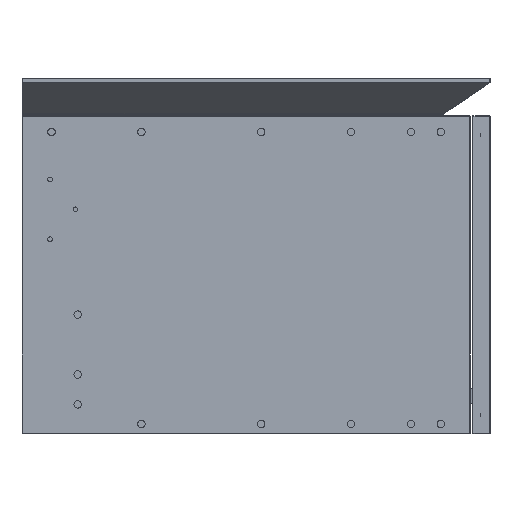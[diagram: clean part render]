
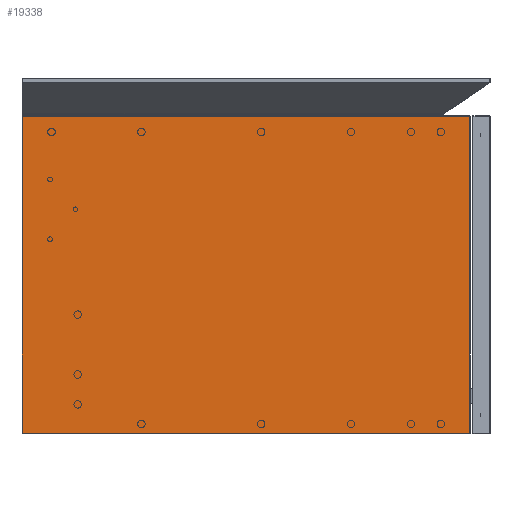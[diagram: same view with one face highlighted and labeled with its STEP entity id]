
A CAD part, left-side view. The second image highlights one B-rep face of the part: STEP entity #19338.
In plain terms, the highlighted planar face has unit normal (-1, 0, 0).
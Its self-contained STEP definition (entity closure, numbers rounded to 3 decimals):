
#18042=CARTESIAN_POINT('',(-2662.994,5840.241,-0.8));
#18043=VERTEX_POINT('',#18042);
#18050=CARTESIAN_POINT('',(-2662.994,5362.372,-0.8));
#18051=VERTEX_POINT('',#18050);
#18052=CARTESIAN_POINT('',(-2662.994,5840.241,-0.8));
#18053=DIRECTION('',(0.0,-1.0,0.0));
#18054=VECTOR('',#18053,477.869);
#18055=LINE('',#18052,#18054);
#18056=EDGE_CURVE('',#18043,#18051,#18055,.T.);
#18072=CARTESIAN_POINT('',(-2662.994,5362.372,-339.2));
#18073=VERTEX_POINT('',#18072);
#18074=CARTESIAN_POINT('',(-2662.994,5840.241,-339.2));
#18075=VERTEX_POINT('',#18074);
#18076=CARTESIAN_POINT('',(-2662.994,5362.372,-339.2));
#18077=DIRECTION('',(0.0,1.0,0.0));
#18078=VECTOR('',#18077,477.869);
#18079=LINE('',#18076,#18078);
#18080=EDGE_CURVE('',#18073,#18075,#18079,.T.);
#18112=CARTESIAN_POINT('',(-2662.994,5362.041,-338.869));
#18113=VERTEX_POINT('',#18112);
#18114=CARTESIAN_POINT('',(-2662.994,5362.041,-338.869));
#18115=DIRECTION('',(0.0,0.707,-0.707));
#18116=VECTOR('',#18115,0.469);
#18117=LINE('',#18114,#18116);
#18118=EDGE_CURVE('',#18113,#18073,#18117,.T.);
#18143=CARTESIAN_POINT('',(-2662.994,5362.041,-1.131));
#18144=VERTEX_POINT('',#18143);
#18145=CARTESIAN_POINT('',(-2662.994,5362.041,-1.131));
#18146=DIRECTION('',(0.0,0.0,-1.0));
#18147=VECTOR('',#18146,337.737);
#18148=LINE('',#18145,#18147);
#18149=EDGE_CURVE('',#18144,#18113,#18148,.T.);
#18174=CARTESIAN_POINT('',(-2662.994,5362.372,-0.8));
#18175=DIRECTION('',(0.0,-0.707,-0.707));
#18176=VECTOR('',#18175,0.469);
#18177=LINE('',#18174,#18176);
#18178=EDGE_CURVE('',#18051,#18144,#18177,.T.);
#18332=CARTESIAN_POINT('',(-2662.994,5840.241,-339.2));
#18333=DIRECTION('',(0.0,0.0,1.0));
#18334=VECTOR('',#18333,338.4);
#18335=LINE('',#18332,#18334);
#18336=EDGE_CURVE('',#18075,#18043,#18335,.T.);
#19325=CARTESIAN_POINT('',(-2662.994,5601.141,-0.799));
#19326=DIRECTION('',(-1.0,0.0,0.0));
#19327=DIRECTION('',(0.0,0.0,1.0));
#19328=AXIS2_PLACEMENT_3D('',#19325,#19326,#19327);
#19329=PLANE('',#19328);
#19330=ORIENTED_EDGE('',*,*,#18056,.F.);
#19331=ORIENTED_EDGE('',*,*,#18336,.F.);
#19332=ORIENTED_EDGE('',*,*,#18080,.F.);
#19333=ORIENTED_EDGE('',*,*,#18118,.F.);
#19334=ORIENTED_EDGE('',*,*,#18149,.F.);
#19335=ORIENTED_EDGE('',*,*,#18178,.F.);
#19336=EDGE_LOOP('',(#19330,#19331,#19332,#19333,#19334,#19335));
#19337=FACE_OUTER_BOUND('',#19336,.T.);
#19338=ADVANCED_FACE('',(#19337),#19329,.T.);
